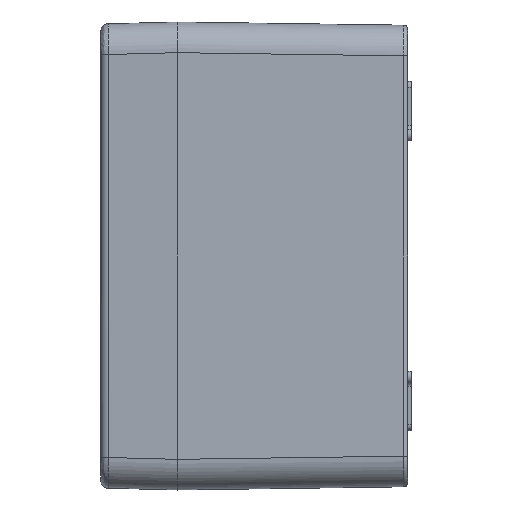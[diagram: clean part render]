
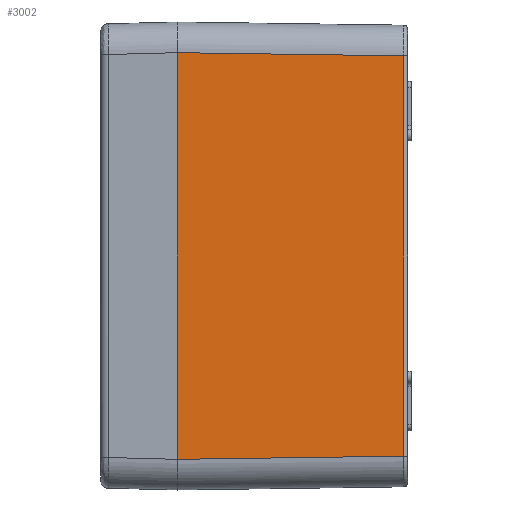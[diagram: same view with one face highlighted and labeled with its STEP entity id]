
A CAD part, left-side view. The second image highlights one B-rep face of the part: STEP entity #3002.
In plain terms, the highlighted planar face has unit normal (-1, -0.014, 0).
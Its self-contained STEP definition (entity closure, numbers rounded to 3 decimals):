
#534 = EDGE_CURVE ( 'NONE', #13050, #18957, #6164, .T. ) ;
#926 = PLANE ( 'NONE',  #19353 ) ;
#1984 = CARTESIAN_POINT ( 'NONE',  ( -109.176, 0.986, 52.177 ) ) ;
#2120 = CARTESIAN_POINT ( 'NONE',  ( -109.176, 0.986, 17.392 ) ) ;
#2503 = FACE_OUTER_BOUND ( 'NONE', #12238, .T. ) ;
#2594 = B_SPLINE_CURVE_WITH_KNOTS ( 'NONE', 3,
 ( #10163, #2120, #13119, #6575 ),
 .UNSPECIFIED., .F., .F.,
 ( 4, 4 ),
 ( 0., 1. ),
 .UNSPECIFIED. ) ;
#3002 = ADVANCED_FACE ( 'NONE', ( #2503 ), #926, .T. ) ;
#3547 = VERTEX_POINT ( 'NONE', #11851 ) ;
#4979 = ORIENTED_EDGE ( 'NONE', *, *, #534, .F. ) ;
#6093 = CARTESIAN_POINT ( 'NONE',  ( -109.176, 0.986, -52.177 ) ) ;
#6164 = B_SPLINE_CURVE_WITH_KNOTS ( 'NONE', 3,
 ( #8244, #20454, #12874, #1984 ),
 .UNSPECIFIED., .F., .F.,
 ( 4, 4 ),
 ( 0., 1. ),
 .UNSPECIFIED. ) ;
#6575 = CARTESIAN_POINT ( 'NONE',  ( -109.176, 0.986, -52.177 ) ) ;
#7224 = VECTOR ( 'NONE', #19508, 1000. ) ;
#7691 = EDGE_CURVE ( 'NONE', #18957, #19663, #2594, .T. ) ;
#8244 = CARTESIAN_POINT ( 'NONE',  ( -110., 60., 53.001 ) ) ;
#8707 = EDGE_CURVE ( 'NONE', #3547, #13050, #14746, .T. ) ;
#9276 = DIRECTION ( 'NONE',  ( -1., -0.014, 0. ) ) ;
#9280 = B_SPLINE_CURVE_WITH_KNOTS ( 'NONE', 3,
 ( #10850, #20374, #10964, #6093 ),
 .UNSPECIFIED., .F., .F.,
 ( 4, 4 ),
 ( 0., 1. ),
 .UNSPECIFIED. ) ;
#9429 = ORIENTED_EDGE ( 'NONE', *, *, #8707, .F. ) ;
#9561 = CARTESIAN_POINT ( 'NONE',  ( -110., 60., -53.001 ) ) ;
#10163 = CARTESIAN_POINT ( 'NONE',  ( -109.176, 0.986, 52.177 ) ) ;
#10850 = CARTESIAN_POINT ( 'NONE',  ( -110., 60., -53.001 ) ) ;
#10964 = CARTESIAN_POINT ( 'NONE',  ( -109.451, 20.657, -52.451 ) ) ;
#11851 = CARTESIAN_POINT ( 'NONE',  ( -110., 60., -53.001 ) ) ;
#12238 = EDGE_LOOP ( 'NONE', ( #4979, #9429, #20881, #18975 ) ) ;
#12864 = EDGE_CURVE ( 'NONE', #3547, #19663, #9280, .T. ) ;
#12874 = CARTESIAN_POINT ( 'NONE',  ( -109.451, 20.657, 52.451 ) ) ;
#13050 = VERTEX_POINT ( 'NONE', #16452 ) ;
#13119 = CARTESIAN_POINT ( 'NONE',  ( -109.176, 0.986, -17.392 ) ) ;
#13627 = CARTESIAN_POINT ( 'NONE',  ( -109.176, 0.986, -52.177 ) ) ;
#13921 = DIRECTION ( 'NONE',  ( -0.014, 1., 0. ) ) ;
#14746 = LINE ( 'NONE', #9561, #7224 ) ;
#16452 = CARTESIAN_POINT ( 'NONE',  ( -110., 60., 53.001 ) ) ;
#17306 = CARTESIAN_POINT ( 'NONE',  ( -110., 60., -65.321 ) ) ;
#18957 = VERTEX_POINT ( 'NONE', #20572 ) ;
#18975 = ORIENTED_EDGE ( 'NONE', *, *, #7691, .F. ) ;
#19353 = AXIS2_PLACEMENT_3D ( 'NONE', #17306, #9276, #13921 ) ;
#19508 = DIRECTION ( 'NONE',  ( 0., 0., 1. ) ) ;
#19663 = VERTEX_POINT ( 'NONE', #13627 ) ;
#20374 = CARTESIAN_POINT ( 'NONE',  ( -109.725, 40.329, -52.726 ) ) ;
#20454 = CARTESIAN_POINT ( 'NONE',  ( -109.725, 40.329, 52.726 ) ) ;
#20572 = CARTESIAN_POINT ( 'NONE',  ( -109.176, 0.986, 52.177 ) ) ;
#20881 = ORIENTED_EDGE ( 'NONE', *, *, #12864, .T. ) ;
